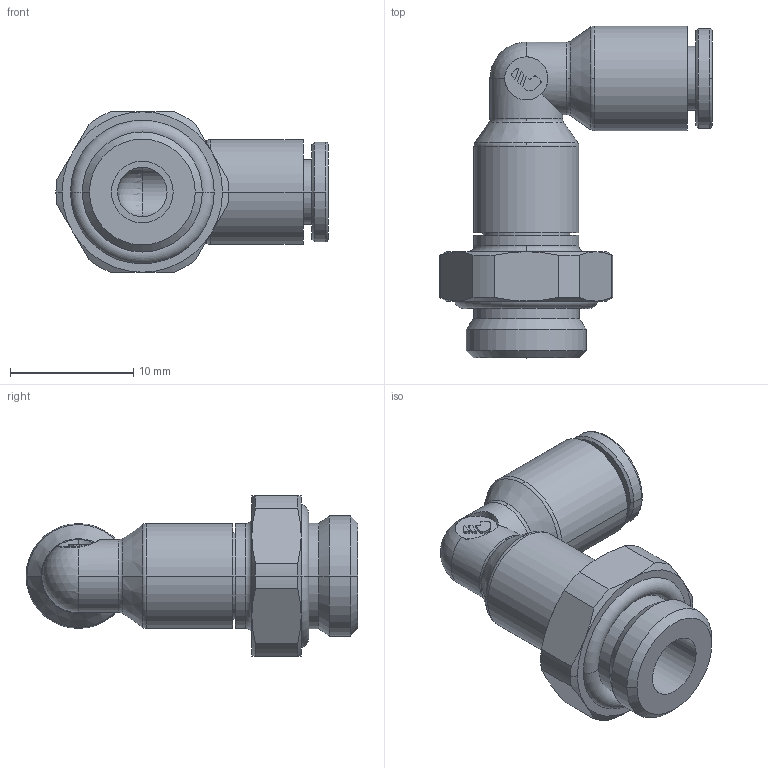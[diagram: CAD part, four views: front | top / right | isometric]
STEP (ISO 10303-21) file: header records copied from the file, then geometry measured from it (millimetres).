
FILE_DESCRIPTION(('STEP AP214'),'1');
FILE_NAME('3169_04_10.stp','2016-07-07T14:52:59',('TraceParts'),('TraceParts S.A.'),'Spatial InterOp 3D',' ',' ');
FILE_SCHEMA(('automotive_design'));
Length unit declared in the file: millimetre
Products named in the file (1): 1
Bounding box: 22.05 x 26.9 x 13 mm (x, y, z)
Volume: 1731.3 mm3; surface area: 1869 mm2
Topology: 1 solids, 1 shells, 121 faces, 305 edges, 189 vertices
Faces by surface type: cylinder 42, plane 32, cone 26, torus 14, sphere 7
Entity records: 3801 total; most frequent: CARTESIAN_POINT 892, DIRECTION 667, ORIENTED_EDGE 588, EDGE_CURVE 294, AXIS2_PLACEMENT_3D 283, VERTEX_POINT 187, CIRCLE 159, EDGE_LOOP 131
